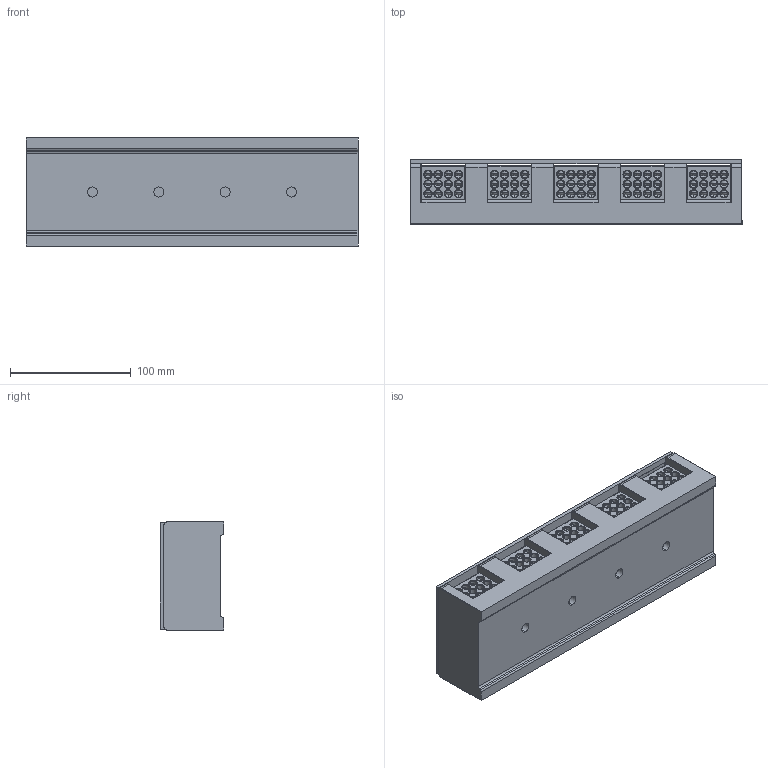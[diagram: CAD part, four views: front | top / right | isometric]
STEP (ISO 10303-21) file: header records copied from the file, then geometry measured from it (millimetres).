
FILE_DESCRIPTION((''),'2;1');
FILE_NAME('UDJ-3005_12_10','2024-07-04T',('dell'),(''),'PRO/ENGINEER BY PARAMETRIC TECHNOLOGY CORPORATION, 2013230','PRO/ENGINEER BY PARAMETRIC TECHNOLOGY CORPORATION, 2013230','');
FILE_SCHEMA(('AUTOMOTIVE_DESIGN { 1 0 10303 214 1 1 1 1 }'));
Products named in the file (1): UDJ-3005_12_10
Bounding box: 275 x 53 x 90 mm (x, y, z)
Volume: 902008 mm3; surface area: 220088.3 mm2
Topology: 6 solids, 6 shells, 3358 faces, 9851 edges, 6283 vertices
Faces by surface type: plane 1456, cylinder 935, cone 600, bspline 180, sphere 140, torus 44, extrusion 3
Entity records: 126065 total; most frequent: CARTESIAN_POINT 38402, ORIENTED_EDGE 19082, DIRECTION 17892, EDGE_CURVE 9541, AXIS2_PLACEMENT_3D 6597, VERTEX_POINT 6283, VECTOR 4698, LINE 4695
